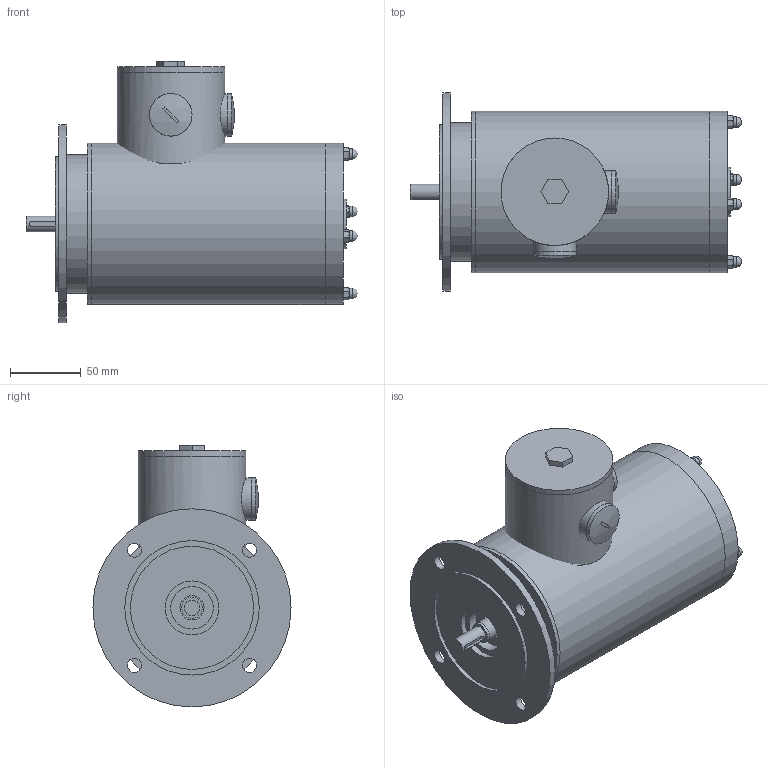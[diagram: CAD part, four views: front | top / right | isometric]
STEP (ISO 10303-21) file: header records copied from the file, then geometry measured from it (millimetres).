
FILE_DESCRIPTION(('Bauteilbeschreibung','HiCAD-Model','HiCAD-STEP-TRANSLATION','Bauteilbeschreibung'),'2;1');
FILE_NAME('TENV 63-4 B5 FF115 0,18KW.STP','2011-12-15T13:26:31+00:00',('Konstrukteur'),('Konstrukteur Firma GmbH'),' HiCAD 2010, Step 1502.0 ','HiCAD 2010','confidential');
FILE_SCHEMA(('AUTOMOTIVE_DESIGN { 1 2 10303 214 0 1 1 1 }'));
Length unit declared in the file: millimetre
Products named in the file (23): TENV 63_4 B5 FF115 0_18KW; TENV063040B50FF11500018KW; GEH_USE BG 63; ROTATIONSTEIL_0; FLANSCH B5; FLANSCH 63 B5 FF115; B_SCHILD; B0SCHILD; KLEMMKASTEN _76; KLKA  _76; KLKA00076; KLKA_DECKEL; KLKA SCHRAUBE _30; KLKA0SCHRAUBE0030; KLKA0SCHRAUBE00300; KLKA0SCHRAUBE00301; WELLENENDE _11X23; ROTATIONSTEIL_4; HUTMUTTERN_0; DIN 1587_M5_6_HUTMUTTERN_0; DIN015870M5060HUTMUTTERN00; DIN015870M5060HUTMUTTERN000; DIN015870M5060HUTMUTTERN001
Assembly tree (22 placements, depth 6):
  TENV 63_4 B5 FF115 0_18KW
    TENV063040B50FF11500018KW
      GEH_USE BG 63
        ROTATIONSTEIL_0
      FLANSCH B5
        FLANSCH 63 B5 FF115
      B_SCHILD
        B0SCHILD
      KLEMMKASTEN _76
        KLKA  _76
        KLKA00076
          KLKA_DECKEL
          KLKA SCHRAUBE _30
            KLKA0SCHRAUBE0030
          KLKA0SCHRAUBE00300
            KLKA0SCHRAUBE00301
      WELLENENDE _11X23
        ROTATIONSTEIL_4
    HUTMUTTERN_0
      DIN 1587_M5_6_HUTMUTTERN_0
      DIN015870M5060HUTMUTTERN00
      DIN015870M5060HUTMUTTERN000
      DIN015870M5060HUTMUTTERN001
Bounding box: 233.97 x 140 x 185 mm (x, y, z)
Volume: 602899 mm3; surface area: 264488.2 mm2
Topology: 12 solids, 12 shells, 196 faces, 434 edges, 286 vertices
Faces by surface type: plane 97, cylinder 67, cone 19, torus 7, sphere 6
Full cylindrical faces by diameter (mm): 5 x4, 5.3 x4, 7.5 x4, 10 x4, 11 x1, 14.95 x1, 15 x1, 17 x1, 18 x1, 24.658 x2, 28 x1, 30 x5, 35 x3, 38 x1, 76 x2, 87 x1, 88 x1, 95 x1, 98 x1, 102 x1, 107.4 x2, 109.586 x1, 111 x5, 114 x3, 140 x1
Entity records: 9862 total; most frequent: CARTESIAN_POINT 3984, DIRECTION 878, ORIENTED_EDGE 634, AXIS2_PLACEMENT_3D 394, EDGE_LOOP 322, EDGE_CURVE 317, COLOUR_RGB 309, PRESENTATION_STYLE_ASSIGNMENT 309
